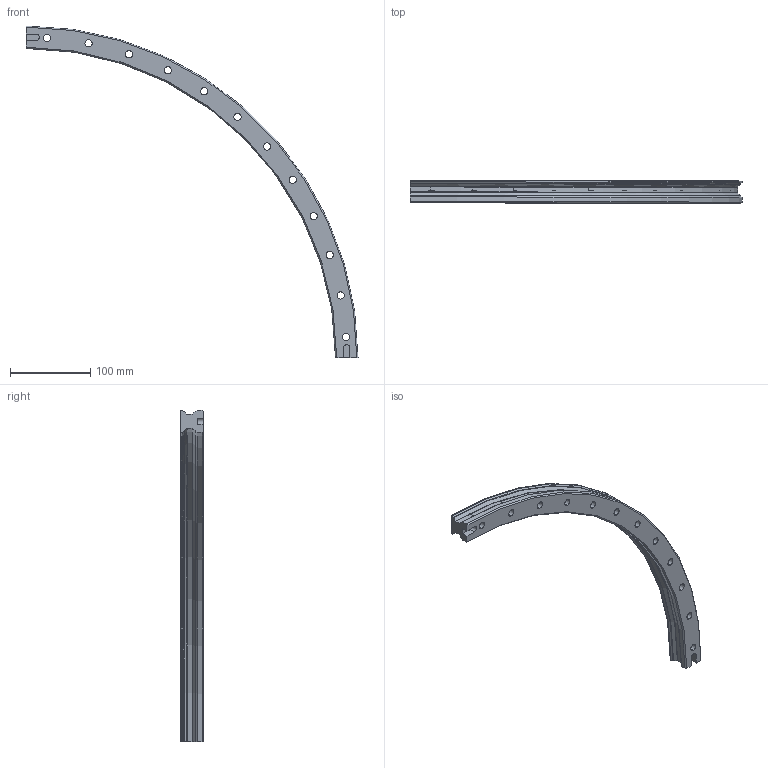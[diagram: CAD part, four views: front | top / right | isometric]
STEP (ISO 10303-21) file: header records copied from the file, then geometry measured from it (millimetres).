
FILE_DESCRIPTION (( 'STEP AP214' ), '1' );
FILE_NAME ('RCW-03-090-400-A3.STEP', '2022-12-07T16:02:37', ( '' ), ( '' ), 'SwSTEP 2.0', 'SolidWorks 2020', '' );
FILE_SCHEMA (( 'AUTOMOTIVE_DESIGN' ));
Length unit declared in the file: millimetre
Products named in the file (1): RCW-03-090-400-A3
Bounding box: 414 x 28 x 414 mm (x, y, z)
Volume: 370027.9 mm3; surface area: 86185.6 mm2
Topology: 1 solids, 1 shells, 98 faces, 252 edges, 168 vertices
Faces by surface type: cylinder 56, plane 22, cone 12, torus 8
Entity records: 3142 total; most frequent: DIRECTION 594, CARTESIAN_POINT 519, ORIENTED_EDGE 504, EDGE_CURVE 252, AXIS2_PLACEMENT_3D 243, VERTEX_POINT 168, CIRCLE 144, EDGE_LOOP 134
